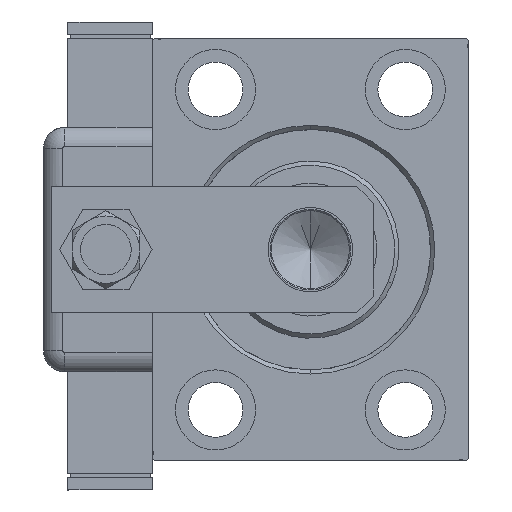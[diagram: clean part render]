
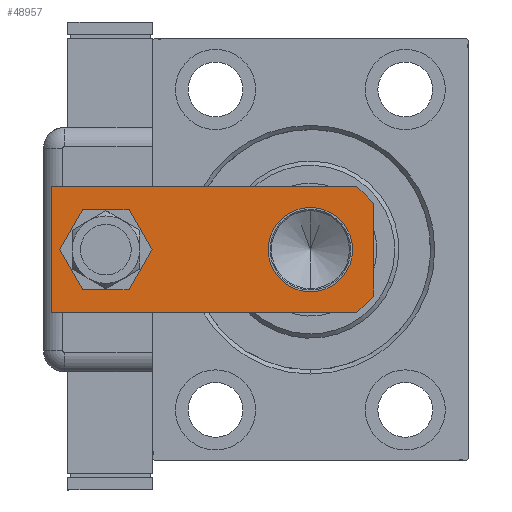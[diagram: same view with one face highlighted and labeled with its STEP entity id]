
A CAD part, left-side view. The second image highlights one B-rep face of the part: STEP entity #48957.
In plain terms, the highlighted face is planar.
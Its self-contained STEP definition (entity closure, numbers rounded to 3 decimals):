
#1918 = VERTEX_POINT ( 'NONE', #35851 ) ;
#2376 = AXIS2_PLACEMENT_3D ( 'NONE', #54224, #26953, #53635 ) ;
#2782 = PLANE ( 'NONE',  #40324 ) ;
#4563 = LINE ( 'NONE', #54543, #7292 ) ;
#4953 = CARTESIAN_POINT ( 'NONE',  ( 10., 15., 0. ) ) ;
#5367 = CARTESIAN_POINT ( 'NONE',  ( 15., 76.5, 0. ) ) ;
#6645 = EDGE_CURVE ( 'NONE', #13449, #8221, #56639, .T. ) ;
#7292 = VECTOR ( 'NONE', #13044, 1000. ) ;
#7771 = CARTESIAN_POINT ( 'NONE',  ( -15., 0., 0. ) ) ;
#8189 = DIRECTION ( 'NONE',  ( 1., 0., 0. ) ) ;
#8221 = VERTEX_POINT ( 'NONE', #35581 ) ;
#9111 = ORIENTED_EDGE ( 'NONE', *, *, #6645, .T. ) ;
#11066 = DIRECTION ( 'NONE',  ( 1., 0., 0. ) ) ;
#13044 = DIRECTION ( 'NONE',  ( -1., 0., 0. ) ) ;
#13449 = VERTEX_POINT ( 'NONE', #54612 ) ;
#13989 = VECTOR ( 'NONE', #50662, 1000. ) ;
#14954 = ORIENTED_EDGE ( 'NONE', *, *, #48353, .F. ) ;
#15615 = DIRECTION ( 'NONE',  ( 0., 0., 1. ) ) ;
#16944 = CARTESIAN_POINT ( 'NONE',  ( -15., 4., 0. ) ) ;
#17298 = ORIENTED_EDGE ( 'NONE', *, *, #40031, .F. ) ;
#18169 = CARTESIAN_POINT ( 'NONE',  ( 0., 63.5, 0. ) ) ;
#20159 = ORIENTED_EDGE ( 'NONE', *, *, #28963, .F. ) ;
#20825 = VECTOR ( 'NONE', #34126, 1000. ) ;
#20970 = VERTEX_POINT ( 'NONE', #42996 ) ;
#21261 = DIRECTION ( 'NONE',  ( 1., 0., 0. ) ) ;
#21466 = EDGE_CURVE ( 'NONE', #32403, #41404, #31064, .T. ) ;
#22561 = AXIS2_PLACEMENT_3D ( 'NONE', #55597, #32537, #37394 ) ;
#24014 = VERTEX_POINT ( 'NONE', #5367 ) ;
#24694 = CARTESIAN_POINT ( 'NONE',  ( 0., 63.5, 0. ) ) ;
#25002 = EDGE_CURVE ( 'NONE', #52629, #26084, #48666, .T. ) ;
#25613 = CARTESIAN_POINT ( 'NONE',  ( -15., 76.5, 0. ) ) ;
#26084 = VERTEX_POINT ( 'NONE', #4953 ) ;
#26648 = DIRECTION ( 'NONE',  ( 0., 0., 1. ) ) ;
#26953 = DIRECTION ( 'NONE',  ( 0., 0., 1. ) ) ;
#27854 = EDGE_LOOP ( 'NONE', ( #36138, #9111 ) ) ;
#28203 = EDGE_CURVE ( 'NONE', #26084, #52629, #57510, .T. ) ;
#28810 = CARTESIAN_POINT ( 'NONE',  ( -15., 76.5, 0. ) ) ;
#28963 = EDGE_CURVE ( 'NONE', #44265, #41404, #41846, .T. ) ;
#29580 = LINE ( 'NONE', #29874, #20825 ) ;
#29874 = CARTESIAN_POINT ( 'NONE',  ( 15., 0., 0. ) ) ;
#30318 = FACE_BOUND ( 'NONE', #54796, .T. ) ;
#30564 = CIRCLE ( 'NONE', #35409, 7. ) ;
#31064 = LINE ( 'NONE', #49563, #41914 ) ;
#31424 = AXIS2_PLACEMENT_3D ( 'NONE', #18169, #26648, #8189 ) ;
#31501 = FACE_OUTER_BOUND ( 'NONE', #58438, .T. ) ;
#31583 = VECTOR ( 'NONE', #58644, 1000. ) ;
#32403 = VERTEX_POINT ( 'NONE', #43295 ) ;
#32537 = DIRECTION ( 'NONE',  ( 0., 0., 1. ) ) ;
#32604 = ORIENTED_EDGE ( 'NONE', *, *, #25002, .T. ) ;
#32656 = EDGE_CURVE ( 'NONE', #8221, #13449, #30564, .T. ) ;
#32872 = CARTESIAN_POINT ( 'NONE',  ( 15., 4., 0. ) ) ;
#34126 = DIRECTION ( 'NONE',  ( 0., 1., 0. ) ) ;
#35409 = AXIS2_PLACEMENT_3D ( 'NONE', #24694, #15615, #11066 ) ;
#35581 = CARTESIAN_POINT ( 'NONE',  ( -7., 63.5, 0. ) ) ;
#35821 = ORIENTED_EDGE ( 'NONE', *, *, #28203, .T. ) ;
#35851 = CARTESIAN_POINT ( 'NONE',  ( 11., 0., 0. ) ) ;
#36138 = ORIENTED_EDGE ( 'NONE', *, *, #32656, .T. ) ;
#36355 = FACE_BOUND ( 'NONE', #27854, .T. ) ;
#37133 = LINE ( 'NONE', #32872, #55794 ) ;
#37394 = DIRECTION ( 'NONE',  ( 1., 0., 0. ) ) ;
#40031 = EDGE_CURVE ( 'NONE', #24014, #44265, #4563, .T. ) ;
#40186 = EDGE_CURVE ( 'NONE', #20970, #24014, #29580, .T. ) ;
#40324 = AXIS2_PLACEMENT_3D ( 'NONE', #49107, #44554, #21261 ) ;
#41369 = DIRECTION ( 'NONE',  ( -0.707, -0.707, 0. ) ) ;
#41404 = VERTEX_POINT ( 'NONE', #16944 ) ;
#41846 = LINE ( 'NONE', #28810, #13989 ) ;
#41914 = VECTOR ( 'NONE', #54719, 1000. ) ;
#42996 = CARTESIAN_POINT ( 'NONE',  ( 15., 4., 0. ) ) ;
#43146 = EDGE_CURVE ( 'NONE', #20970, #1918, #37133, .T. ) ;
#43295 = CARTESIAN_POINT ( 'NONE',  ( -11., 0., 0. ) ) ;
#44265 = VERTEX_POINT ( 'NONE', #25613 ) ;
#44554 = DIRECTION ( 'NONE',  ( 0., 0., 1. ) ) ;
#46256 = ORIENTED_EDGE ( 'NONE', *, *, #40186, .F. ) ;
#48353 = EDGE_CURVE ( 'NONE', #32403, #1918, #59545, .T. ) ;
#48666 = CIRCLE ( 'NONE', #22561, 10. ) ;
#48957 = ADVANCED_FACE ( 'NONE', ( #31501, #36355, #30318 ), #2782, .F. ) ;
#49107 = CARTESIAN_POINT ( 'NONE',  ( 0., 0., 0. ) ) ;
#49563 = CARTESIAN_POINT ( 'NONE',  ( -11., 0., 0. ) ) ;
#50662 = DIRECTION ( 'NONE',  ( 0., -1., 0. ) ) ;
#52629 = VERTEX_POINT ( 'NONE', #58018 ) ;
#52805 = ORIENTED_EDGE ( 'NONE', *, *, #21466, .T. ) ;
#53635 = DIRECTION ( 'NONE',  ( 1., 0., 0. ) ) ;
#54224 = CARTESIAN_POINT ( 'NONE',  ( 0., 15., 0. ) ) ;
#54543 = CARTESIAN_POINT ( 'NONE',  ( 15., 76.5, 0. ) ) ;
#54612 = CARTESIAN_POINT ( 'NONE',  ( 7., 63.5, 0. ) ) ;
#54719 = DIRECTION ( 'NONE',  ( -0.707, 0.707, 0. ) ) ;
#54796 = EDGE_LOOP ( 'NONE', ( #32604, #35821 ) ) ;
#55597 = CARTESIAN_POINT ( 'NONE',  ( 0., 15., 0. ) ) ;
#55794 = VECTOR ( 'NONE', #41369, 1000. ) ;
#56639 = CIRCLE ( 'NONE', #31424, 7. ) ;
#57510 = CIRCLE ( 'NONE', #2376, 10. ) ;
#58018 = CARTESIAN_POINT ( 'NONE',  ( -10., 15., 0. ) ) ;
#58438 = EDGE_LOOP ( 'NONE', ( #14954, #52805, #20159, #17298, #46256, #59682 ) ) ;
#58644 = DIRECTION ( 'NONE',  ( 1., 0., 0. ) ) ;
#59545 = LINE ( 'NONE', #7771, #31583 ) ;
#59682 = ORIENTED_EDGE ( 'NONE', *, *, #43146, .T. ) ;
